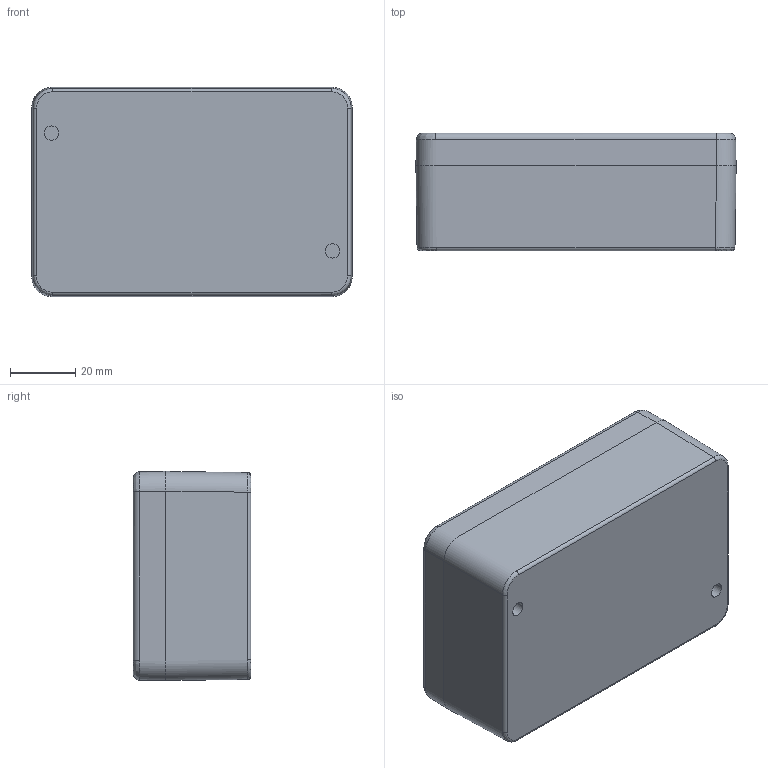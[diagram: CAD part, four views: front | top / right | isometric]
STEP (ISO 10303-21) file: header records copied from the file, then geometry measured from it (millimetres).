
FILE_DESCRIPTION (( 'STEP AP214' ), '1' );
FILE_NAME ('2374-0906-03-50.step', '2023-11-08T10:38:06', ( '' ), ( '' ), 'SwSTEP 2.0', 'SolidWorks 2019', '' );
FILE_SCHEMA (( 'AUTOMOTIVE_DESIGN' ));
Length unit declared in the file: millimetre
Products named in the file (7): 2374-0906-03-50; SchutzleiteranschlussM4x8; Unterteil^2374-0906-03-50; DeckelschraubeM4x15; Deckel^2374-0906-03-50; SchutzleiteranschlussM3x6
Assembly tree (10 placements, depth 3):
  2374-0906-03-50
    2374-0906-03-50
      Unterteil^2374-0906-03-50
      SchutzleiteranschlussM4x8  x2
      Deckel^2374-0906-03-50
      SchutzleiteranschlussM3x6
      DeckelschraubeM4x15  x4
Bounding box: 98 x 36 x 64 mm (x, y, z)
Volume: 84722.7 mm3; surface area: 51236.9 mm2
Topology: 20 solids, 20 shells, 749 faces, 1953 edges, 1237 vertices
Faces by surface type: plane 327, cylinder 237, cone 141, bspline 22, torus 22
Entity records: 18403 total; most frequent: CARTESIAN_POINT 6608, ORIENTED_EDGE 2460, DIRECTION 2269, EDGE_CURVE 1230, AXIS2_PLACEMENT_3D 855, VERTEX_POINT 788, LINE 559, VECTOR 559
